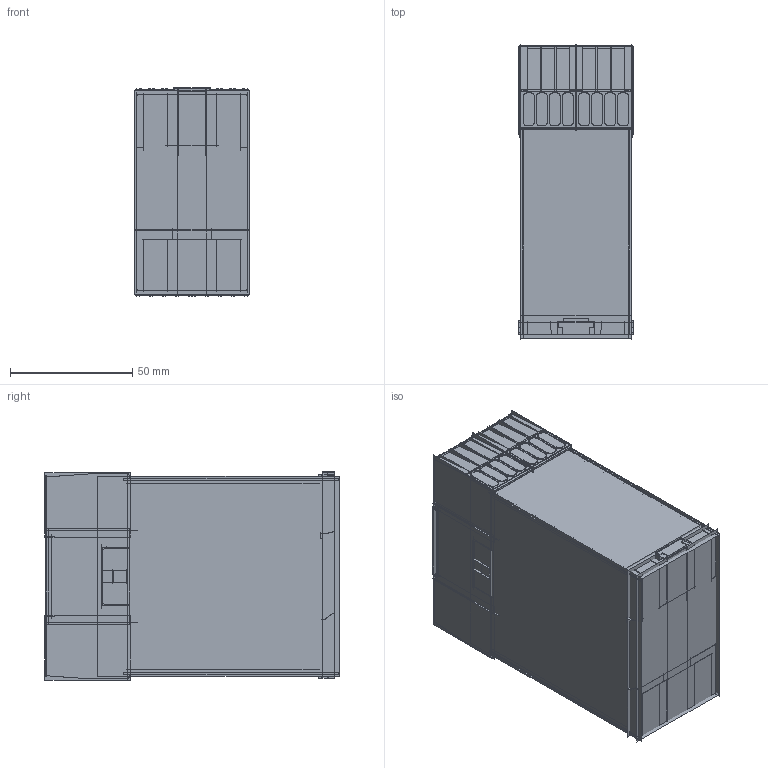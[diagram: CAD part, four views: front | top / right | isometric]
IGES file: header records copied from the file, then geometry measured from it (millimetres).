
Start section:  PTC IGES file: 158546.igs
Global section: file name: 158546.igs; native system: Creo Parametric by Parametric Technology Corporation; preprocessor: 2013230; author: PDMAdmin; organization: Unknown; date: 20160322.135952; units: millimetre
Bounding box: 46.8 x 120.13 x 85.33 mm (x, y, z)
Volume: 122580.7 mm3; surface area: 577835 mm2
Topology: 8 solids, 8 shells, 3236 faces, 16672 edges, 20608 vertices
Faces by surface type: bspline 2410, revolution 826
